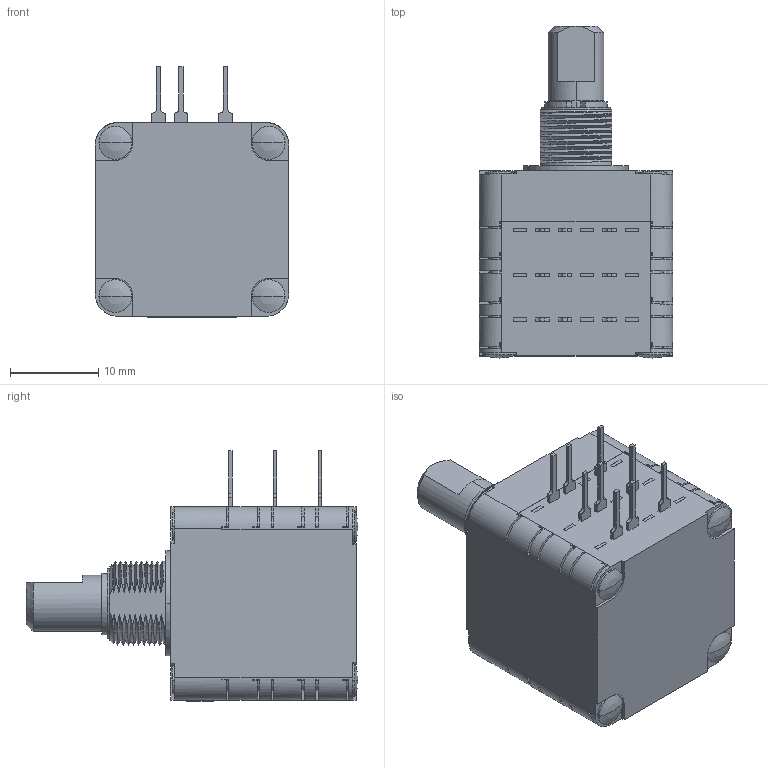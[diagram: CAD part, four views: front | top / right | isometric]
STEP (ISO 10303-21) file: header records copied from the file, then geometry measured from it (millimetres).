
FILE_DESCRIPTION((''),'2;1');
FILE_NAME('25BSPXX-Q-3-XX','2009-11-05T',('Administrator'),(''),'PRO/ENGINEER BY PARAMETRIC TECHNOLOGY CORPORATION, 2006200','PRO/ENGINEER BY PARAMETRIC TECHNOLOGY CORPORATION, 2006200','');
FILE_SCHEMA(('CONFIG_CONTROL_DESIGN'));
Length unit declared in the file: inch
Products named in the file (1): 25BSPXX-Q-3-XX
Bounding box: 21.97 x 37.67 x 28.43 mm (x, y, z)
Volume: 5411.6 mm3; surface area: 9146.5 mm2
Topology: 1 solids, 1 shells, 1068 faces, 2945 edges, 1917 vertices
Faces by surface type: plane 783, cylinder 212, bspline 46, cone 19, sphere 8
Entity records: 43652 total; most frequent: CARTESIAN_POINT 9343, ORIENTED_EDGE 5858, DIRECTION 5552, EDGE_CURVE 2929, VECTOR 2046, LINE 2046, VERTEX_POINT 1917, AXIS2_PLACEMENT_3D 1753
